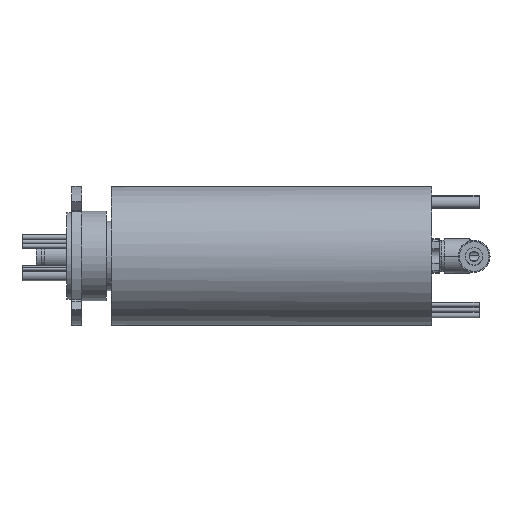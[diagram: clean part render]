
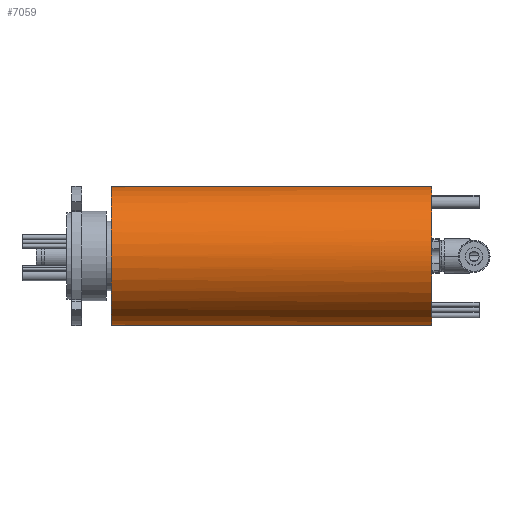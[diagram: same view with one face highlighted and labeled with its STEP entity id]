
A CAD part, front view. The second image highlights one B-rep face of the part: STEP entity #7059.
In plain terms, the highlighted cylindrical face has radius 28 mm (diameter 56 mm), a partial arc.
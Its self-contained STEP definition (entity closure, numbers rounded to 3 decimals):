
#269 = CIRCLE ( 'NONE', #9914, 28. ) ;
#410 = ORIENTED_EDGE ( 'NONE', *, *, #754, .F. ) ;
#754 = EDGE_CURVE ( 'NONE', #7129, #4502, #269, .T. ) ;
#861 = CIRCLE ( 'NONE', #8768, 28. ) ;
#947 = DIRECTION ( 'NONE',  ( 1., 0., 0. ) ) ;
#1443 = EDGE_CURVE ( 'NONE', #7129, #3872, #7501, .T. ) ;
#1457 = EDGE_LOOP ( 'NONE', ( #1955, #8106, #4609, #4354, #410, #9483, #2941 ) ) ;
#1571 = CARTESIAN_POINT ( 'NONE',  ( 147., 0., -28. ) ) ;
#1853 = CIRCLE ( 'NONE', #9020, 28. ) ;
#1941 = CIRCLE ( 'NONE', #2193, 28. ) ;
#1955 = ORIENTED_EDGE ( 'NONE', *, *, #8026, .F. ) ;
#2193 = AXIS2_PLACEMENT_3D ( 'NONE', #8022, #3082, #8822 ) ;
#2543 = CARTESIAN_POINT ( 'NONE',  ( 147., 0., 0. ) ) ;
#2552 = CIRCLE ( 'NONE', #3662, 28. ) ;
#2582 = EDGE_CURVE ( 'NONE', #3872, #6306, #2552, .T. ) ;
#2687 = CARTESIAN_POINT ( 'NONE',  ( 147., 0., 28. ) ) ;
#2941 = ORIENTED_EDGE ( 'NONE', *, *, #2582, .T. ) ;
#3082 = DIRECTION ( 'NONE',  ( 1., 0., 0. ) ) ;
#3372 = DIRECTION ( 'NONE',  ( 0., 0., -1. ) ) ;
#3415 = DIRECTION ( 'NONE',  ( -1., 0., 0. ) ) ;
#3662 = AXIS2_PLACEMENT_3D ( 'NONE', #8646, #3726, #9460 ) ;
#3726 = DIRECTION ( 'NONE',  ( 1., 0., 0. ) ) ;
#3872 = VERTEX_POINT ( 'NONE', #8759 ) ;
#3986 = EDGE_CURVE ( 'NONE', #4502, #5023, #1853, .T. ) ;
#4314 = CARTESIAN_POINT ( 'NONE',  ( 147., 0., 0. ) ) ;
#4354 = ORIENTED_EDGE ( 'NONE', *, *, #3986, .F. ) ;
#4502 = VERTEX_POINT ( 'NONE', #9072 ) ;
#4519 = VERTEX_POINT ( 'NONE', #7504 ) ;
#4609 = ORIENTED_EDGE ( 'NONE', *, *, #4937, .F. ) ;
#4723 = CYLINDRICAL_SURFACE ( 'NONE', #10248, 28. ) ;
#4937 = EDGE_CURVE ( 'NONE', #5023, #4519, #861, .T. ) ;
#4971 = FACE_OUTER_BOUND ( 'NONE', #1457, .T. ) ;
#5023 = VERTEX_POINT ( 'NONE', #9292 ) ;
#5165 = DIRECTION ( 'NONE',  ( 0., 0., -1. ) ) ;
#5954 = CARTESIAN_POINT ( 'NONE',  ( 147., 0., 0. ) ) ;
#6306 = VERTEX_POINT ( 'NONE', #10269 ) ;
#6764 = DIRECTION ( 'NONE',  ( 0., 0., -1. ) ) ;
#7031 = DIRECTION ( 'NONE',  ( -1., 0., 0. ) ) ;
#7059 = ADVANCED_FACE ( 'NONE', ( #4971 ), #4723, .T. ) ;
#7129 = VERTEX_POINT ( 'NONE', #7942 ) ;
#7501 = LINE ( 'NONE', #2687, #9654 ) ;
#7504 = CARTESIAN_POINT ( 'NONE',  ( 147., -27.35, -6. ) ) ;
#7942 = CARTESIAN_POINT ( 'NONE',  ( 147., 0., 28. ) ) ;
#8022 = CARTESIAN_POINT ( 'NONE',  ( 147., 0., 0. ) ) ;
#8026 = EDGE_CURVE ( 'NONE', #10626, #6306, #9572, .T. ) ;
#8106 = ORIENTED_EDGE ( 'NONE', *, *, #10453, .F. ) ;
#8308 = DIRECTION ( 'NONE',  ( 1., 0., 0. ) ) ;
#8356 = CARTESIAN_POINT ( 'NONE',  ( 147., 0., -28. ) ) ;
#8450 = DIRECTION ( 'NONE',  ( -1., 0., 0. ) ) ;
#8646 = CARTESIAN_POINT ( 'NONE',  ( 18., 0., 0. ) ) ;
#8657 = CARTESIAN_POINT ( 'NONE',  ( 147., 0., 0. ) ) ;
#8759 = CARTESIAN_POINT ( 'NONE',  ( 18., 0., 28. ) ) ;
#8768 = AXIS2_PLACEMENT_3D ( 'NONE', #5954, #947, #6764 ) ;
#8822 = DIRECTION ( 'NONE',  ( 0., 0., -1. ) ) ;
#9020 = AXIS2_PLACEMENT_3D ( 'NONE', #4314, #10066, #5165 ) ;
#9072 = CARTESIAN_POINT ( 'NONE',  ( 147., -27.35, 6. ) ) ;
#9292 = CARTESIAN_POINT ( 'NONE',  ( 147., -28., 0. ) ) ;
#9435 = DIRECTION ( 'NONE',  ( 0., 0., 1. ) ) ;
#9460 = DIRECTION ( 'NONE',  ( 0., 0., -1. ) ) ;
#9483 = ORIENTED_EDGE ( 'NONE', *, *, #1443, .T. ) ;
#9572 = LINE ( 'NONE', #8356, #9829 ) ;
#9654 = VECTOR ( 'NONE', #8450, 1000. ) ;
#9829 = VECTOR ( 'NONE', #3415, 1000. ) ;
#9914 = AXIS2_PLACEMENT_3D ( 'NONE', #2543, #8308, #3372 ) ;
#10066 = DIRECTION ( 'NONE',  ( 1., 0., 0. ) ) ;
#10248 = AXIS2_PLACEMENT_3D ( 'NONE', #8657, #7031, #9435 ) ;
#10269 = CARTESIAN_POINT ( 'NONE',  ( 18., 0., -28. ) ) ;
#10453 = EDGE_CURVE ( 'NONE', #4519, #10626, #1941, .T. ) ;
#10626 = VERTEX_POINT ( 'NONE', #1571 ) ;
